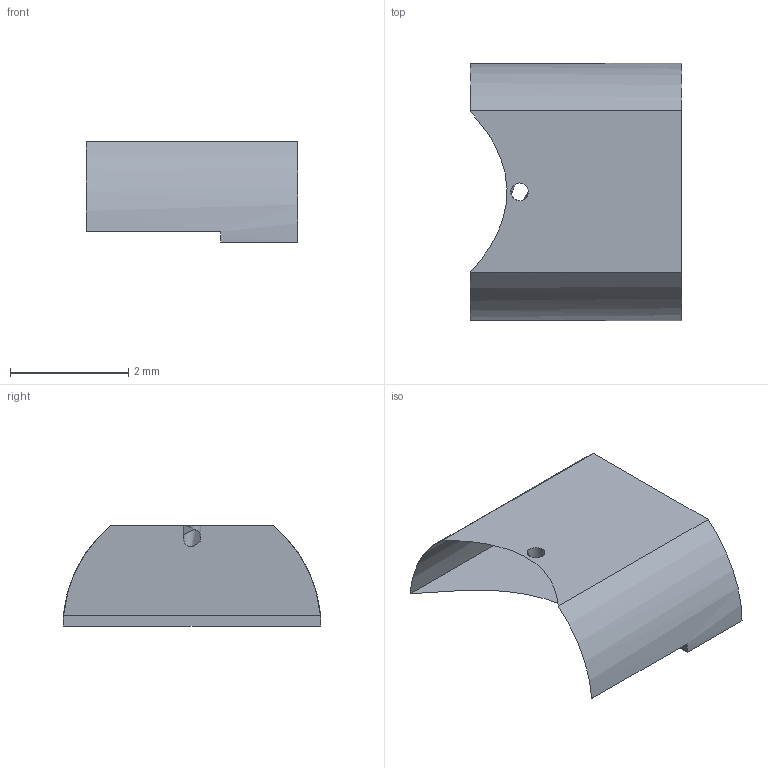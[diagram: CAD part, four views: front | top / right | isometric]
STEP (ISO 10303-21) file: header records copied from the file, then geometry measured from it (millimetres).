
FILE_DESCRIPTION(('FreeCAD Model'),'2;1');
FILE_NAME('Open CASCADE Shape Model','2023-09-04T14:11:59',(''),(''), 'Open CASCADE STEP processor 7.6','FreeCAD','Unknown');
FILE_SCHEMA(('AP242_MANAGED_MODEL_BASED_3D_ENGINEERING_MIM_LF. {1 0 10303 442 1 1 4 }'));
Length unit declared in the file: millimetre
Products named in the file (1): Spiegel + Ausnehmung (Hoehe angepasst, Elektronen-Loch) (Solid)
Bounding box: 3.59 x 4.37 x 1.7 mm (x, y, z)
Volume: 17 mm3; surface area: 40.5 mm2
Topology: 1 solids, 1 shells, 11 faces, 25 edges, 17 vertices
Faces by surface type: plane 6, cylinder 3, revolution 2
Full cylindrical faces by diameter (mm): 0.3 x1
Entity records: 531 total; most frequent: CARTESIAN_POINT 259, DIRECTION 51, ORIENTED_EDGE 50, EDGE_CURVE 25, AXIS2_PLACEMENT_3D 18, VERTEX_POINT 17, LINE 14, VECTOR 14
